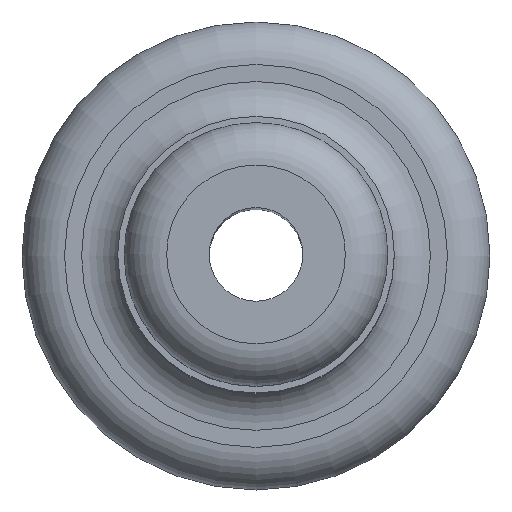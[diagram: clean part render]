
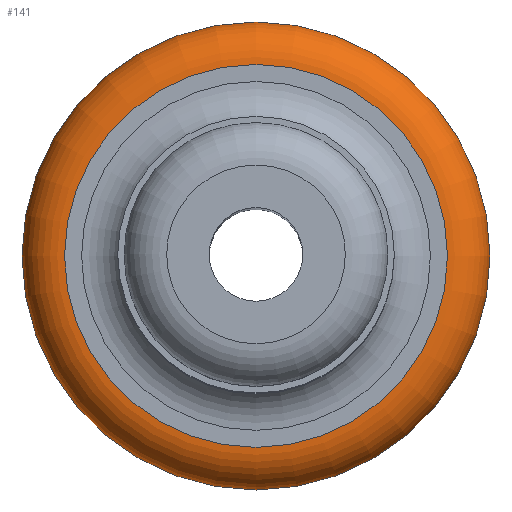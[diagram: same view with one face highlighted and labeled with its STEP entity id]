
A CAD part, top view. The second image highlights one B-rep face of the part: STEP entity #141.
In plain terms, the highlighted toroidal (fillet/blend) face has major radius 4.5 mm and minor radius 1 mm.
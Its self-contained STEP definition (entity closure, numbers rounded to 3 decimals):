
#103 = EDGE_CURVE('',#104,#104,#106,.T.);
#104 = VERTEX_POINT('',#105);
#105 = CARTESIAN_POINT('',(4.5,0.,4.7));
#106 = CIRCLE('',#107,4.5);
#107 = AXIS2_PLACEMENT_3D('',#108,#109,#110);
#108 = CARTESIAN_POINT('',(0.,0.,4.7));
#109 = DIRECTION('',(0.,0.,-1.));
#110 = DIRECTION('',(1.,0.,0.));
#141 = ADVANCED_FACE('',(#142),#162,.T.);
#142 = FACE_BOUND('',#143,.F.);
#143 = EDGE_LOOP('',(#144,#153,#160,#161));
#144 = ORIENTED_EDGE('',*,*,#145,.F.);
#145 = EDGE_CURVE('',#146,#104,#148,.T.);
#146 = VERTEX_POINT('',#147);
#147 = CARTESIAN_POINT('',(5.5,0.,3.7));
#148 = CIRCLE('',#149,1.);
#149 = AXIS2_PLACEMENT_3D('',#150,#151,#152);
#150 = CARTESIAN_POINT('',(4.5,0.,3.7));
#151 = DIRECTION('',(0.,-1.,0.));
#152 = DIRECTION('',(1.,0.,0.));
#153 = ORIENTED_EDGE('',*,*,#154,.F.);
#154 = EDGE_CURVE('',#146,#146,#155,.T.);
#155 = CIRCLE('',#156,5.5);
#156 = AXIS2_PLACEMENT_3D('',#157,#158,#159);
#157 = CARTESIAN_POINT('',(0.,0.,3.7));
#158 = DIRECTION('',(0.,0.,-1.));
#159 = DIRECTION('',(1.,0.,0.));
#160 = ORIENTED_EDGE('',*,*,#145,.T.);
#161 = ORIENTED_EDGE('',*,*,#103,.T.);
#162 = TOROIDAL_SURFACE('',#163,4.5,1.);
#163 = AXIS2_PLACEMENT_3D('',#164,#165,#166);
#164 = CARTESIAN_POINT('',(0.,0.,3.7));
#165 = DIRECTION('',(0.,0.,1.));
#166 = DIRECTION('',(1.,0.,0.));
